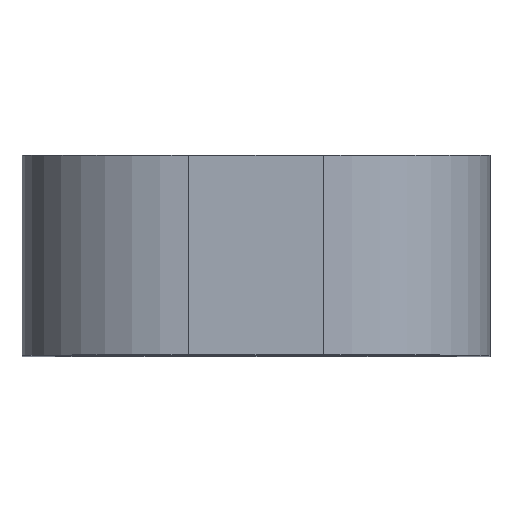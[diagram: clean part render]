
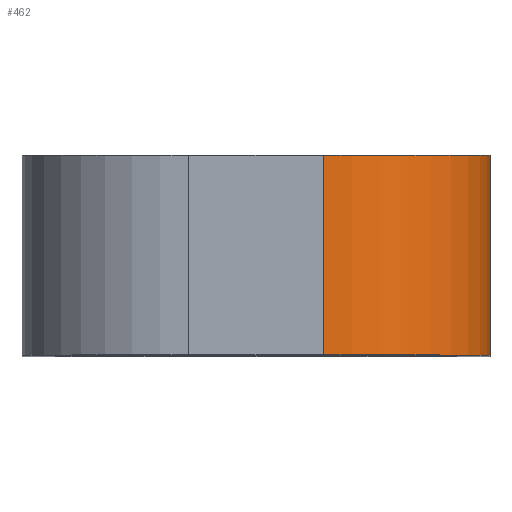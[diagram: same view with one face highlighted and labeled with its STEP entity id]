
A CAD part, top view. The second image highlights one B-rep face of the part: STEP entity #462.
In plain terms, the highlighted cylindrical face has radius 50 mm (diameter 100 mm), a partial arc.
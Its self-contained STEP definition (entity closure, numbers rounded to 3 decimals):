
#289=CARTESIAN_POINT('',(70.25,-3.0,124.5));
#290=VERTEX_POINT('',#289);
#297=CARTESIAN_POINT('',(20.25,-3.0,174.5));
#298=VERTEX_POINT('',#297);
#299=CARTESIAN_POINT('',(20.25,-3.0,124.5));
#300=DIRECTION('',(0.0,1.0,0.0));
#301=DIRECTION('',(0.707,0.0,0.707));
#302=AXIS2_PLACEMENT_3D('',#299,#300,#301);
#303=CIRCLE('',#302,50.);
#304=EDGE_CURVE('',#298,#290,#303,.T.);
#420=CARTESIAN_POINT('',(70.25,57.0,124.5));
#421=VERTEX_POINT('',#420);
#428=CARTESIAN_POINT('',(70.25,-3.0,124.5));
#429=DIRECTION('',(0.0,1.0,0.0));
#430=VECTOR('',#429,60.0);
#431=LINE('',#428,#430);
#432=EDGE_CURVE('',#290,#421,#431,.T.);
#438=CARTESIAN_POINT('',(20.25,0.0,124.5));
#439=DIRECTION('',(0.0,-1.0,0.0));
#440=DIRECTION('',(0.707,0.0,0.707));
#441=AXIS2_PLACEMENT_3D('',#438,#439,#440);
#442=CYLINDRICAL_SURFACE('',#441,50.);
#443=ORIENTED_EDGE('',*,*,#304,.T.);
#444=ORIENTED_EDGE('',*,*,#432,.T.);
#445=CARTESIAN_POINT('',(20.25,57.0,174.5));
#446=VERTEX_POINT('',#445);
#447=CARTESIAN_POINT('',(20.25,57.0,124.5));
#448=DIRECTION('',(0.0,-1.0,0.0));
#449=DIRECTION('',(0.707,0.0,0.707));
#450=AXIS2_PLACEMENT_3D('',#447,#448,#449);
#451=CIRCLE('',#450,50.);
#452=EDGE_CURVE('',#421,#446,#451,.T.);
#453=ORIENTED_EDGE('',*,*,#452,.T.);
#454=CARTESIAN_POINT('',(20.25,57.0,174.5));
#455=DIRECTION('',(0.0,-1.0,0.0));
#456=VECTOR('',#455,60.0);
#457=LINE('',#454,#456);
#458=EDGE_CURVE('',#446,#298,#457,.T.);
#459=ORIENTED_EDGE('',*,*,#458,.T.);
#460=EDGE_LOOP('',(#443,#444,#453,#459));
#461=FACE_OUTER_BOUND('',#460,.T.);
#462=ADVANCED_FACE('',(#461),#442,.T.);
